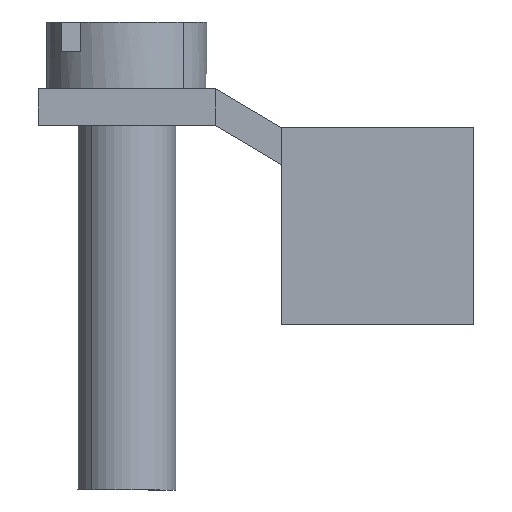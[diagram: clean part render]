
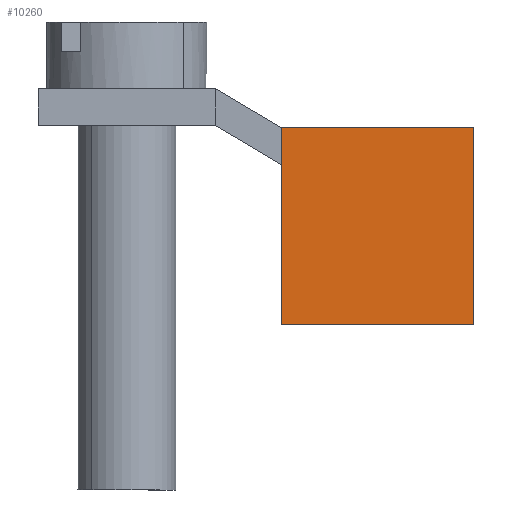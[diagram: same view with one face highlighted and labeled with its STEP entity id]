
A CAD part, front view. The second image highlights one B-rep face of the part: STEP entity #10260.
In plain terms, the highlighted face is planar.
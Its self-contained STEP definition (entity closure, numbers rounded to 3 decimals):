
#6200=CARTESIAN_POINT('',(8.862,-3.8,
-0.55));
#6210=VERTEX_POINT('',#6200);
#6240=CARTESIAN_POINT('',(17.162,-3.8,-0.55));
#6250=DIRECTION('',(-1.,0.,0.));
#6260=VECTOR('',#6250,1.);
#6270=LINE('',#6240,#6260);
#6280=CARTESIAN_POINT('',(16.662,-3.8,
-0.55));
#6290=VERTEX_POINT('',#6280);
#6300=EDGE_CURVE('',#6290,#6210,#6270,.T.);
#6910=CARTESIAN_POINT('',(8.862,-11.8,-0.55));
#6920=VERTEX_POINT('',#6910);
#6950=CARTESIAN_POINT('',(8.862,-3.8,-0.55));
#6960=DIRECTION('',(0.,-1.,0.));
#6970=VECTOR('',#6960,1.);
#6980=LINE('',#6950,#6970);
#6990=EDGE_CURVE('',#6210,#6920,#6980,.T.);
#7220=CARTESIAN_POINT('',(16.662,-11.8,-0.55));
#7230=VERTEX_POINT('',#7220);
#7260=CARTESIAN_POINT('',(11.262,-11.8,-0.55));
#7270=DIRECTION('',(1.,0.,0.));
#7280=VECTOR('',#7270,1.);
#7290=LINE('',#7260,#7280);
#7300=EDGE_CURVE('',#6920,#7230,#7290,.T.);
#8440=CARTESIAN_POINT('',(0.,12.985,-0.55));
#8450=DIRECTION('',(0.,0.,1.));
#8460=DIRECTION('',(1.,0.,0.));
#8470=AXIS2_PLACEMENT_3D('',#8440,#8450,#8460);
#8480=PLANE('',#8470);
#9530=CARTESIAN_POINT('',(16.662,0.,-0.55));
#9540=DIRECTION('',(0.,-1.,0.));
#9550=VECTOR('',#9540,1.);
#9560=LINE('',#9530,#9550);
#9570=EDGE_CURVE('',#6290,#7230,#9560,.T.);
#10200=ORIENTED_EDGE('',*,*,#6300,.F.);
#10210=ORIENTED_EDGE('',*,*,#6990,.F.);
#10220=ORIENTED_EDGE('',*,*,#7300,.F.);
#10230=ORIENTED_EDGE('',*,*,#9570,.T.);
#10240=EDGE_LOOP('',(#10230,#10220,#10210,#10200));
#10250=FACE_OUTER_BOUND('',#10240,.T.);
#10260=ADVANCED_FACE('',(#10250),#8480,.F.);
